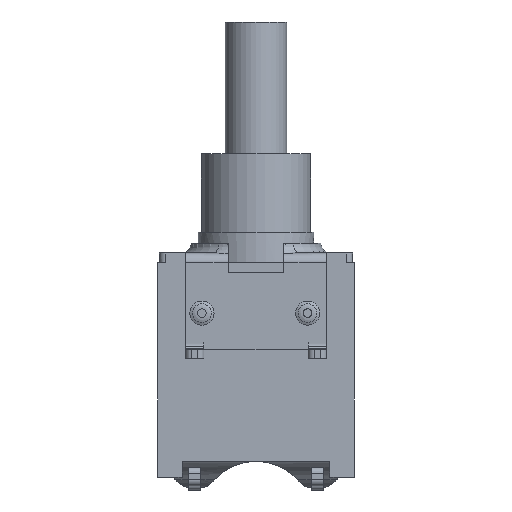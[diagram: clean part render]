
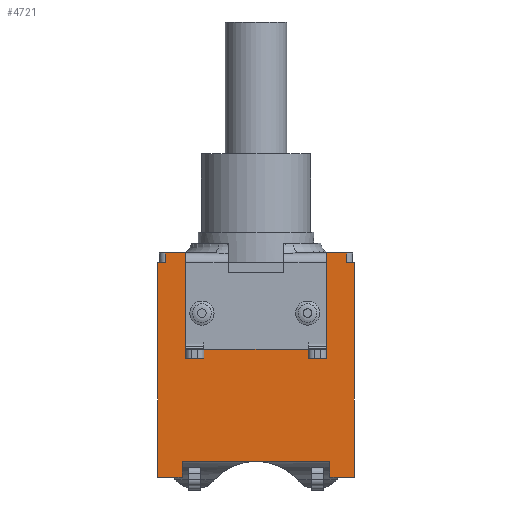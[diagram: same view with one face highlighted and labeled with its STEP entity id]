
A CAD part, front view. The second image highlights one B-rep face of the part: STEP entity #4721.
In plain terms, the highlighted planar face has unit normal (0, -1, 0).
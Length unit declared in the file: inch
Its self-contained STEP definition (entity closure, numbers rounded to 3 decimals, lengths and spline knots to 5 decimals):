
#1686=CARTESIAN_POINT('',(-0.14764,-0.1,0.33918));
#1687=VERTEX_POINT('',#1686);
#1695=CARTESIAN_POINT('',(-0.11496,-0.1,0.33918));
#1696=VERTEX_POINT('',#1695);
#1697=CARTESIAN_POINT('',(-0.14764,-0.1,0.33918));
#1698=DIRECTION('',(1.0,0.0,0.0));
#1699=VECTOR('',#1698,0.03268);
#1700=LINE('',#1697,#1699);
#1701=EDGE_CURVE('',#1687,#1696,#1700,.T.);
#1835=CARTESIAN_POINT('',(0.11496,-0.1,0.33918));
#1836=VERTEX_POINT('',#1835);
#1844=CARTESIAN_POINT('',(0.14764,-0.1,0.33918));
#1845=VERTEX_POINT('',#1844);
#1846=CARTESIAN_POINT('',(0.11496,-0.1,0.33918));
#1847=DIRECTION('',(1.0,0.0,0.0));
#1848=VECTOR('',#1847,0.03268);
#1849=LINE('',#1846,#1848);
#1850=EDGE_CURVE('',#1836,#1845,#1849,.T.);
#2166=CARTESIAN_POINT('',(0.11496,-0.1,0.18249));
#2167=VERTEX_POINT('',#2166);
#2168=CARTESIAN_POINT('',(0.11496,-0.1,0.33918));
#2169=DIRECTION('',(0.0,0.0,-1.0));
#2170=VECTOR('',#2169,0.15669);
#2171=LINE('',#2168,#2170);
#2172=EDGE_CURVE('',#1836,#2167,#2171,.T.);
#3319=CARTESIAN_POINT('',(-0.11496,-0.1,0.18249));
#3320=VERTEX_POINT('',#3319);
#3321=CARTESIAN_POINT('',(-0.11496,-0.1,0.18249));
#3322=DIRECTION('',(0.0,0.0,1.0));
#3323=VECTOR('',#3322,0.15669);
#3324=LINE('',#3321,#3323);
#3325=EDGE_CURVE('',#3320,#1696,#3324,.T.);
#3412=CARTESIAN_POINT('',(-0.14764,-0.1,0.32343));
#3413=VERTEX_POINT('',#3412);
#3421=CARTESIAN_POINT('',(-0.14764,-0.1,0.32343));
#3422=DIRECTION('',(0.0,0.0,1.0));
#3423=VECTOR('',#3422,0.01574);
#3424=LINE('',#3421,#3423);
#3425=EDGE_CURVE('',#3413,#1687,#3424,.T.);
#3489=CARTESIAN_POINT('',(0.11496,-0.1,0.18249));
#3490=DIRECTION('',(-1.0,0.0,0.0));
#3491=VECTOR('',#3490,0.22992);
#3492=LINE('',#3489,#3491);
#3493=EDGE_CURVE('',#2167,#3320,#3492,.T.);
#3615=CARTESIAN_POINT('',(0.14764,-0.1,0.32343));
#3616=VERTEX_POINT('',#3615);
#3617=CARTESIAN_POINT('',(0.14764,-0.1,0.33918));
#3618=DIRECTION('',(0.0,0.0,-1.0));
#3619=VECTOR('',#3618,0.01574);
#3620=LINE('',#3617,#3619);
#3621=EDGE_CURVE('',#1845,#3616,#3620,.T.);
#4585=CARTESIAN_POINT('',(-0.16004,-0.1,0.32343));
#4586=VERTEX_POINT('',#4585);
#4593=CARTESIAN_POINT('',(-0.14764,-0.1,0.32343));
#4594=DIRECTION('',(-1.0,0.0,0.0));
#4595=VECTOR('',#4594,0.0124);
#4596=LINE('',#4593,#4595);
#4597=EDGE_CURVE('',#3413,#4586,#4596,.T.);
#4621=CARTESIAN_POINT('',(0.16004,-0.1,0.32343));
#4622=VERTEX_POINT('',#4621);
#4623=CARTESIAN_POINT('',(0.16004,-0.1,0.32343));
#4624=DIRECTION('',(-1.0,0.0,0.0));
#4625=VECTOR('',#4624,0.0124);
#4626=LINE('',#4623,#4625);
#4627=EDGE_CURVE('',#4622,#3616,#4626,.T.);
#4651=CARTESIAN_POINT('',(0.17604,-0.1,-0.04485));
#4652=DIRECTION('',(0.0,-1.0,0.0));
#4653=DIRECTION('',(0.0,0.0,-1.0));
#4654=AXIS2_PLACEMENT_3D('',#4651,#4652,#4653);
#4655=PLANE('',#4654);
#4656=ORIENTED_EDGE('',*,*,#2172,.T.);
#4657=ORIENTED_EDGE('',*,*,#3493,.T.);
#4658=ORIENTED_EDGE('',*,*,#3325,.T.);
#4659=ORIENTED_EDGE('',*,*,#1701,.F.);
#4660=ORIENTED_EDGE('',*,*,#3425,.F.);
#4661=ORIENTED_EDGE('',*,*,#4597,.T.);
#4662=CARTESIAN_POINT('',(-0.16004,-0.1,-0.02657));
#4663=VERTEX_POINT('',#4662);
#4664=CARTESIAN_POINT('',(-0.16004,-0.1,-0.02657));
#4665=DIRECTION('',(0.0,0.0,1.0));
#4666=VECTOR('',#4665,0.35);
#4667=LINE('',#4664,#4666);
#4668=EDGE_CURVE('',#4663,#4586,#4667,.T.);
#4669=ORIENTED_EDGE('',*,*,#4668,.F.);
#4670=CARTESIAN_POINT('',(-0.12067,-0.1,-0.02657));
#4671=VERTEX_POINT('',#4670);
#4672=CARTESIAN_POINT('',(-0.12067,-0.1,-0.02657));
#4673=DIRECTION('',(-1.0,0.0,0.0));
#4674=VECTOR('',#4673,0.03937);
#4675=LINE('',#4672,#4674);
#4676=EDGE_CURVE('',#4671,#4663,#4675,.T.);
#4677=ORIENTED_EDGE('',*,*,#4676,.F.);
#4678=CARTESIAN_POINT('',(-0.12067,-0.1,-0.00098));
#4679=VERTEX_POINT('',#4678);
#4680=CARTESIAN_POINT('',(-0.12067,-0.1,-0.02657));
#4681=DIRECTION('',(0.0,0.0,1.0));
#4682=VECTOR('',#4681,0.02559);
#4683=LINE('',#4680,#4682);
#4684=EDGE_CURVE('',#4671,#4679,#4683,.T.);
#4685=ORIENTED_EDGE('',*,*,#4684,.T.);
#4686=CARTESIAN_POINT('',(0.12067,-0.1,-0.00098));
#4687=VERTEX_POINT('',#4686);
#4688=CARTESIAN_POINT('',(-0.12067,-0.1,-0.00098));
#4689=DIRECTION('',(1.0,0.0,0.0));
#4690=VECTOR('',#4689,0.24134);
#4691=LINE('',#4688,#4690);
#4692=EDGE_CURVE('',#4679,#4687,#4691,.T.);
#4693=ORIENTED_EDGE('',*,*,#4692,.T.);
#4694=CARTESIAN_POINT('',(0.12067,-0.1,-0.02657));
#4695=VERTEX_POINT('',#4694);
#4696=CARTESIAN_POINT('',(0.12067,-0.1,-0.00098));
#4697=DIRECTION('',(0.0,0.0,-1.0));
#4698=VECTOR('',#4697,0.02559);
#4699=LINE('',#4696,#4698);
#4700=EDGE_CURVE('',#4687,#4695,#4699,.T.);
#4701=ORIENTED_EDGE('',*,*,#4700,.T.);
#4702=CARTESIAN_POINT('',(0.16004,-0.1,-0.02657));
#4703=VERTEX_POINT('',#4702);
#4704=CARTESIAN_POINT('',(0.16004,-0.1,-0.02657));
#4705=DIRECTION('',(-1.0,0.0,0.0));
#4706=VECTOR('',#4705,0.03937);
#4707=LINE('',#4704,#4706);
#4708=EDGE_CURVE('',#4703,#4695,#4707,.T.);
#4709=ORIENTED_EDGE('',*,*,#4708,.F.);
#4710=CARTESIAN_POINT('',(0.16004,-0.1,-0.02657));
#4711=DIRECTION('',(0.0,0.0,1.0));
#4712=VECTOR('',#4711,0.35);
#4713=LINE('',#4710,#4712);
#4714=EDGE_CURVE('',#4703,#4622,#4713,.T.);
#4715=ORIENTED_EDGE('',*,*,#4714,.T.);
#4716=ORIENTED_EDGE('',*,*,#4627,.T.);
#4717=ORIENTED_EDGE('',*,*,#3621,.F.);
#4718=ORIENTED_EDGE('',*,*,#1850,.F.);
#4719=EDGE_LOOP('',(#4656,#4657,#4658,#4659,#4660,#4661,#4669,#4677,#4685,#4693,#4701,#4709,#4715,#4716,#4717,#4718));
#4720=FACE_OUTER_BOUND('',#4719,.T.);
#4721=ADVANCED_FACE('',(#4720),#4655,.T.);
